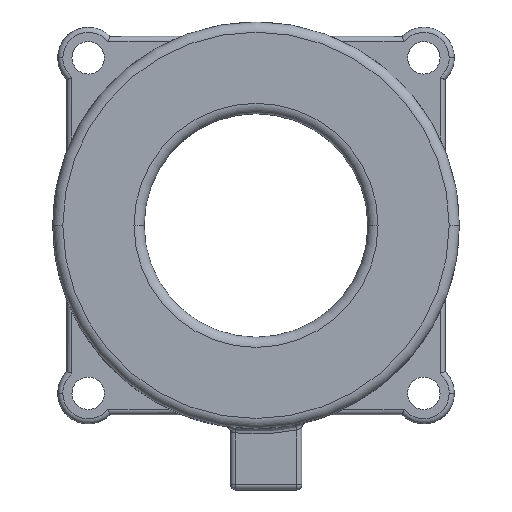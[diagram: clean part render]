
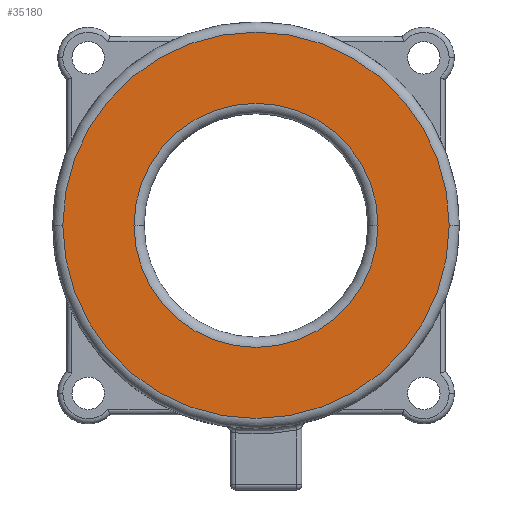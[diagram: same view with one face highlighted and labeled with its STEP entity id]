
A CAD part, top view. The second image highlights one B-rep face of the part: STEP entity #35180.
In plain terms, the highlighted planar face has unit normal (0, 0, 1).
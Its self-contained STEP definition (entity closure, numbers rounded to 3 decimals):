
#13620=CARTESIAN_POINT('',(19.,0.,16.5));
#13630=VERTEX_POINT('',#13620);
#13660=CARTESIAN_POINT('',(0.,0.,
16.5));
#13670=DIRECTION('',(0.,0.,1.));
#13680=DIRECTION('',(1.,0.,0.));
#13690=AXIS2_PLACEMENT_3D('',#13660,#13670,#13680);
#13700=CIRCLE('',#13690,19.);
#13710=CARTESIAN_POINT('',(-19.,0.,16.5));
#13720=VERTEX_POINT('',#13710);
#13730=EDGE_CURVE('',#13630,#13720,#13700,.T.);
#34930=CARTESIAN_POINT('',(-19.852,-19.887,16.5));
#34940=DIRECTION('',(0.,0.,1.));
#34950=DIRECTION('',(1.,0.,0.));
#34960=AXIS2_PLACEMENT_3D('',#34930,#34940,#34950);
#34970=PLANE('',#34960);
#34980=CARTESIAN_POINT('',(0.,0.,
16.5));
#34990=DIRECTION('',(0.,0.,1.));
#35000=DIRECTION('',(1.,0.,0.));
#35010=AXIS2_PLACEMENT_3D('',#34980,#34990,#35000);
#35020=CIRCLE('',#35010,12.);
#35030=CARTESIAN_POINT('',(12.,0.,16.5));
#35040=VERTEX_POINT('',#35030);
#35050=CARTESIAN_POINT('',(-12.,0.,16.5));
#35060=VERTEX_POINT('',#35050);
#35070=EDGE_CURVE('',#35040,#35060,#35020,.T.);
#35080=ORIENTED_EDGE('',*,*,#35070,.F.);
#35090=EDGE_CURVE('',#35060,#35040,#35020,.T.);
#35100=ORIENTED_EDGE('',*,*,#35090,.F.);
#35110=EDGE_LOOP('',(#35100,#35080));
#35120=FACE_BOUND('',#35110,.T.);
#35130=EDGE_CURVE('',#13720,#13630,#13700,.T.);
#35140=ORIENTED_EDGE('',*,*,#35130,.T.);
#35150=ORIENTED_EDGE('',*,*,#13730,.T.);
#35160=EDGE_LOOP('',(#35150,#35140));
#35170=FACE_OUTER_BOUND('',#35160,.T.);
#35180=ADVANCED_FACE('',(#35120,#35170),#34970,.T.);
